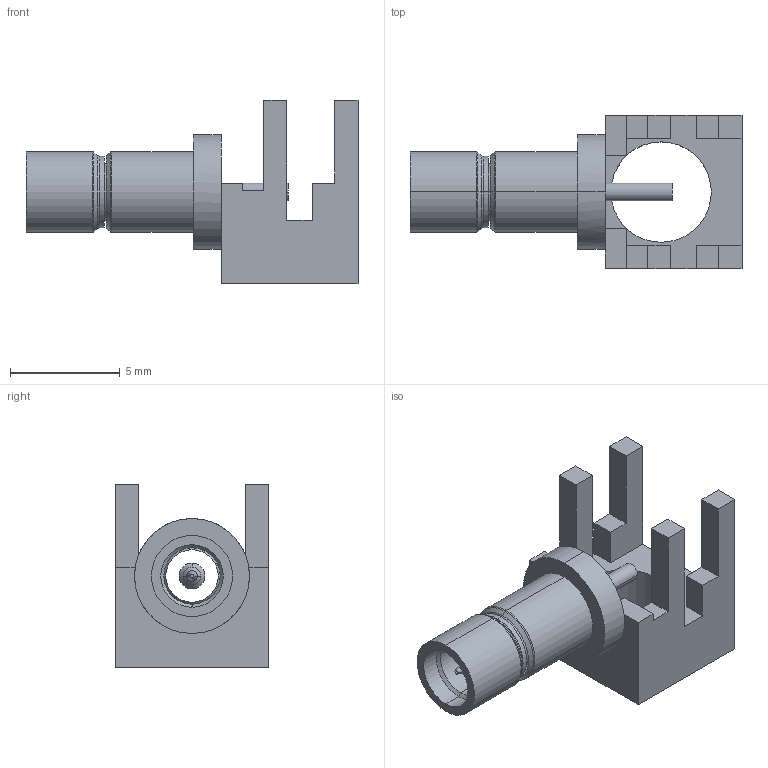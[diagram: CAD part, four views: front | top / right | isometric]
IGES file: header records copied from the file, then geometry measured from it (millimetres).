
Start section:  PTC IGES file: 903-723j-51s.igs
Global section: file name: 903-723j-51s.igs; native system: Pro/ENGINEER by Parametric Technology Corporation; preprocessor: 2008010; author: Administrator; organization: Unknown; date: 20091103.120726; units: inch
Bounding box: 15.11 x 6.99 x 8.33 mm (x, y, z)
Surface area: 514 mm2 (no closed solid volume)
Topology: 0 solids, 0 shells, 82 faces, 394 edges, 394 vertices
Faces by surface type: revolution 46, bspline 36
